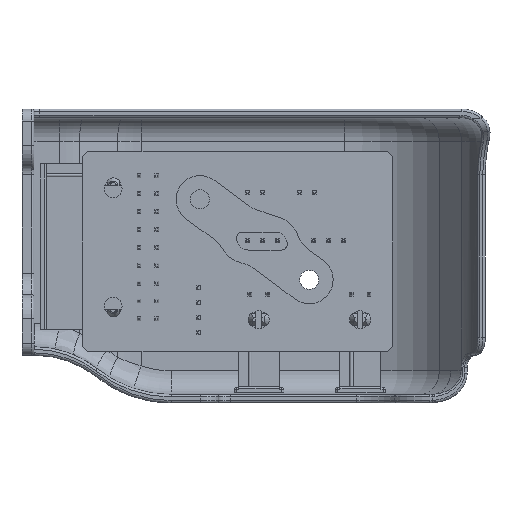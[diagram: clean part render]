
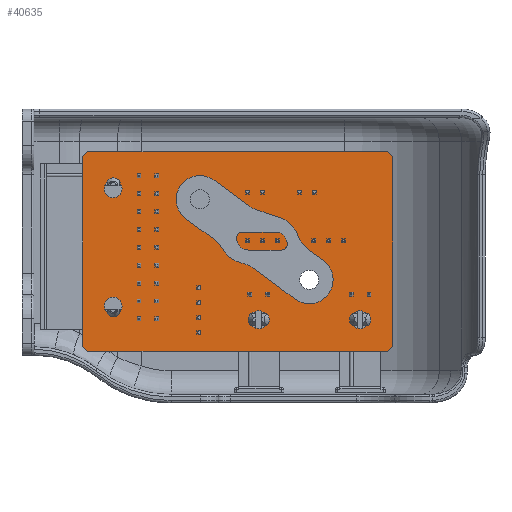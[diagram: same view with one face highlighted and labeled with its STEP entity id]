
A CAD part, left-side view. The second image highlights one B-rep face of the part: STEP entity #40635.
In plain terms, the highlighted planar face has unit normal (-1, 0, 0).
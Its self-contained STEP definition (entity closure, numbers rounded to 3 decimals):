
#1040=FACE_BOUND('',#5679,.T.);
#1041=FACE_BOUND('',#5680,.T.);
#1042=FACE_BOUND('',#5681,.T.);
#1043=FACE_BOUND('',#5682,.T.);
#1044=FACE_BOUND('',#5683,.T.);
#1045=FACE_BOUND('',#5684,.T.);
#1238=PLANE('',#43230);
#3274=FACE_OUTER_BOUND('',#5678,.T.);
#5678=EDGE_LOOP('',(#28731,#28732,#28733,#28734,#28735,#28736,#28737,#28738));
#5679=EDGE_LOOP('',(#28739));
#5680=EDGE_LOOP('',(#28740));
#5681=EDGE_LOOP('',(#28741));
#5682=EDGE_LOOP('',(#28742));
#5683=EDGE_LOOP('',(#28743));
#5684=EDGE_LOOP('',(#28744));
#8256=LINE('',#56493,#13470);
#8260=LINE('',#56501,#13474);
#8263=LINE('',#56507,#13477);
#8266=LINE('',#56513,#13480);
#8269=LINE('',#56519,#13483);
#8272=LINE('',#56525,#13486);
#8275=LINE('',#56531,#13489);
#8278=LINE('',#56536,#13492);
#13470=VECTOR('',#45929,10.);
#13474=VECTOR('',#45935,10.);
#13477=VECTOR('',#45940,10.);
#13480=VECTOR('',#45945,10.);
#13483=VECTOR('',#45950,10.);
#13486=VECTOR('',#45955,10.);
#13489=VECTOR('',#45960,10.);
#13492=VECTOR('',#45965,10.);
#18678=CIRCLE('',#43204,1.5);
#18680=CIRCLE('',#43207,1.5);
#18682=CIRCLE('',#43210,1.5);
#18684=CIRCLE('',#43213,1.5);
#18687=CIRCLE('',#43217,1.6);
#18689=CIRCLE('',#43220,1.6);
#19010=VERTEX_POINT('',#56455);
#19012=VERTEX_POINT('',#56461);
#19014=VERTEX_POINT('',#56467);
#19016=VERTEX_POINT('',#56473);
#19019=VERTEX_POINT('',#56481);
#19021=VERTEX_POINT('',#56487);
#19022=VERTEX_POINT('',#56491);
#19023=VERTEX_POINT('',#56492);
#19026=VERTEX_POINT('',#56500);
#19028=VERTEX_POINT('',#56506);
#19030=VERTEX_POINT('',#56512);
#19032=VERTEX_POINT('',#56518);
#19034=VERTEX_POINT('',#56524);
#19036=VERTEX_POINT('',#56530);
#22768=EDGE_CURVE('',#19010,#19010,#18678,.T.);
#22771=EDGE_CURVE('',#19012,#19012,#18680,.T.);
#22774=EDGE_CURVE('',#19014,#19014,#18682,.T.);
#22777=EDGE_CURVE('',#19016,#19016,#18684,.T.);
#22782=EDGE_CURVE('',#19019,#19019,#18687,.T.);
#22785=EDGE_CURVE('',#19021,#19021,#18689,.T.);
#22786=EDGE_CURVE('',#19022,#19023,#8256,.T.);
#22790=EDGE_CURVE('',#19023,#19026,#8260,.T.);
#22793=EDGE_CURVE('',#19026,#19028,#8263,.T.);
#22796=EDGE_CURVE('',#19028,#19030,#8266,.T.);
#22799=EDGE_CURVE('',#19030,#19032,#8269,.T.);
#22802=EDGE_CURVE('',#19034,#19032,#8272,.T.);
#22805=EDGE_CURVE('',#19034,#19036,#8275,.T.);
#22808=EDGE_CURVE('',#19022,#19036,#8278,.T.);
#28731=ORIENTED_EDGE('',*,*,#22808,.F.);
#28732=ORIENTED_EDGE('',*,*,#22786,.T.);
#28733=ORIENTED_EDGE('',*,*,#22790,.T.);
#28734=ORIENTED_EDGE('',*,*,#22793,.T.);
#28735=ORIENTED_EDGE('',*,*,#22796,.T.);
#28736=ORIENTED_EDGE('',*,*,#22799,.T.);
#28737=ORIENTED_EDGE('',*,*,#22802,.F.);
#28738=ORIENTED_EDGE('',*,*,#22805,.T.);
#28739=ORIENTED_EDGE('',*,*,#22768,.T.);
#28740=ORIENTED_EDGE('',*,*,#22771,.T.);
#28741=ORIENTED_EDGE('',*,*,#22774,.T.);
#28742=ORIENTED_EDGE('',*,*,#22777,.T.);
#28743=ORIENTED_EDGE('',*,*,#22785,.T.);
#28744=ORIENTED_EDGE('',*,*,#22782,.T.);
#40635=ADVANCED_FACE('',(#3274,#1040,#1041,#1042,#1043,#1044,#1045),#1238,
 .F.);
#43204=AXIS2_PLACEMENT_3D('',#56456,#45887,#45888);
#43207=AXIS2_PLACEMENT_3D('',#56462,#45894,#45895);
#43210=AXIS2_PLACEMENT_3D('',#56468,#45901,#45902);
#43213=AXIS2_PLACEMENT_3D('',#56474,#45908,#45909);
#43217=AXIS2_PLACEMENT_3D('',#56483,#45918,#45919);
#43220=AXIS2_PLACEMENT_3D('',#56489,#45925,#45926);
#43230=AXIS2_PLACEMENT_3D('',#56539,#45969,#45970);
#45887=DIRECTION('center_axis',(1.,0.,
0.));
#45888=DIRECTION('ref_axis',(0.,1.,0.));
#45894=DIRECTION('center_axis',(1.,0.,
0.));
#45895=DIRECTION('ref_axis',(0.,1.,0.));
#45901=DIRECTION('center_axis',(1.,0.,
0.));
#45902=DIRECTION('ref_axis',(0.,1.,0.));
#45908=DIRECTION('center_axis',(1.,0.,
0.));
#45909=DIRECTION('ref_axis',(0.,1.,0.));
#45918=DIRECTION('center_axis',(1.,0.,
0.));
#45919=DIRECTION('ref_axis',(0.,1.,0.));
#45925=DIRECTION('center_axis',(1.,0.,
0.));
#45926=DIRECTION('ref_axis',(0.,1.,0.));
#45929=DIRECTION('',(0.,1.,0.));
#45935=DIRECTION('',(0.,0.707,-0.707));
#45940=DIRECTION('',(0.,0.,-1.));
#45945=DIRECTION('',(0.,-0.707,-0.707));
#45950=DIRECTION('',(0.,-1.,0.));
#45955=DIRECTION('',(0.,0.707,-0.707));
#45960=DIRECTION('',(0.,0.,1.));
#45965=DIRECTION('',(0.,-0.707,-0.707));
#45969=DIRECTION('center_axis',(1.,0.,
0.));
#45970=DIRECTION('ref_axis',(0.,1.,0.));
#56455=CARTESIAN_POINT('',(149.1,162.6,114.247));
#56456=CARTESIAN_POINT('Origin',(149.1,164.1,114.247));
#56461=CARTESIAN_POINT('',(149.1,138.2,111.947));
#56462=CARTESIAN_POINT('Origin',(149.1,139.7,111.947));
#56467=CARTESIAN_POINT('',(149.1,162.6,133.947));
#56468=CARTESIAN_POINT('Origin',(149.1,164.1,133.947));
#56473=CARTESIAN_POINT('',(149.1,121.2,111.947));
#56474=CARTESIAN_POINT('Origin',(149.1,122.7,111.947));
#56481=CARTESIAN_POINT('',(149.1,147.95,132.147));
#56483=CARTESIAN_POINT('Origin',(149.1,149.55,132.147));
#56487=CARTESIAN_POINT('',(149.1,129.6,118.647));
#56489=CARTESIAN_POINT('Origin',(149.1,131.2,118.647));
#56491=CARTESIAN_POINT('',(149.1,118.049,140.147));
#56492=CARTESIAN_POINT('',(149.1,168.351,140.147));
#56493=CARTESIAN_POINT('',(149.1,118.049,140.147));
#56500=CARTESIAN_POINT('',(149.1,169.2,139.299));
#56501=CARTESIAN_POINT('',(149.1,168.351,140.147));
#56506=CARTESIAN_POINT('',(149.1,169.2,107.496));
#56507=CARTESIAN_POINT('',(149.1,169.2,139.299));
#56512=CARTESIAN_POINT('',(149.1,168.351,106.647));
#56513=CARTESIAN_POINT('',(149.1,169.2,107.496));
#56518=CARTESIAN_POINT('',(149.1,118.049,106.647));
#56519=CARTESIAN_POINT('',(149.1,168.351,106.647));
#56524=CARTESIAN_POINT('',(149.1,117.2,107.496));
#56525=CARTESIAN_POINT('',(149.1,117.2,107.496));
#56530=CARTESIAN_POINT('',(149.1,117.2,139.299));
#56531=CARTESIAN_POINT('',(149.1,117.2,107.496));
#56536=CARTESIAN_POINT('',(149.1,118.049,140.147));
#56539=CARTESIAN_POINT('Origin',(149.1,143.2,123.397));
